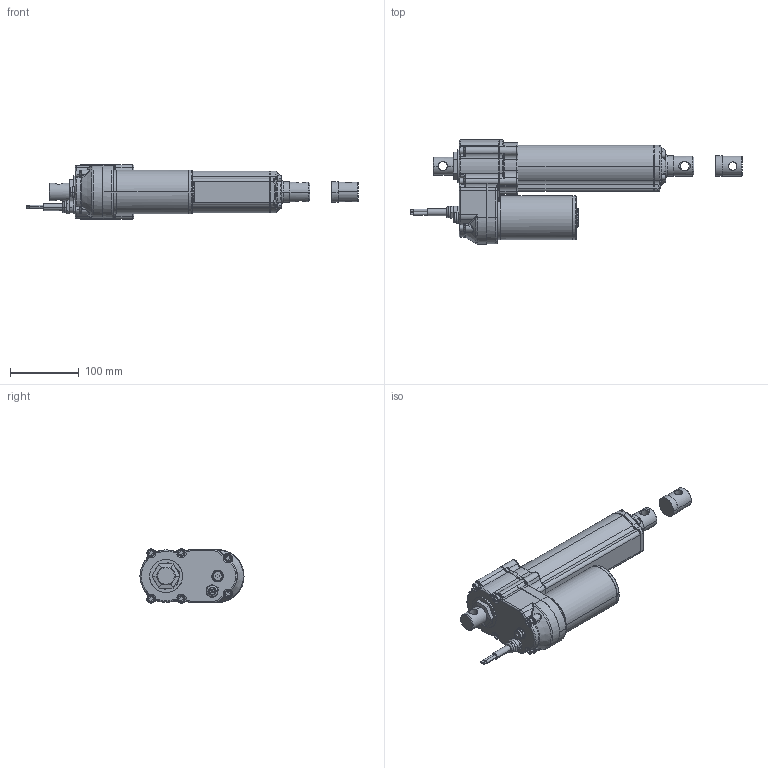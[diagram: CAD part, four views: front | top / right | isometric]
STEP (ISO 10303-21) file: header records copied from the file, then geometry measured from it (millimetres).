
FILE_DESCRIPTION (( 'STEP AP214' ), '1' );
FILE_NAME ('PA-HD1.STEP', '2024-07-04T22:16:46', ( '' ), ( '' ), 'SwSTEP 2.0', 'SolidWorks 2020', '' );
FILE_SCHEMA (( 'AUTOMOTIVE_DESIGN' ));
Length unit declared in the file: millimetre
Products named in the file (5): PA-HD1-Shaft; PA-HD1-Enclosure^PA-HD1 (Master); PA-HD1; PA-HD1-FME Rev1.0; PA-HD1-RME
Assembly tree (4 placements, depth 2):
  PA-HD1
    PA-HD1-RME
    PA-HD1-FME Rev1.0
    PA-HD1-Enclosure^PA-HD1 (Master)
    PA-HD1-Shaft
Bounding box: 483.27 x 151.4 x 79 mm (x, y, z)
Volume: 1852721 mm3; surface area: 151153.4 mm2
Topology: 4 solids, 4 shells, 895 faces, 2290 edges, 1418 vertices
Faces by surface type: torus 251, plane 244, cylinder 229, bspline 107, cone 62, sphere 2
Entity records: 44552 total; most frequent: CARTESIAN_POINT 24370, ORIENTED_EDGE 4526, DIRECTION 3758, EDGE_CURVE 2263, AXIS2_PLACEMENT_3D 1544, VERTEX_POINT 1418, EDGE_LOOP 943, ADVANCED_FACE 895
